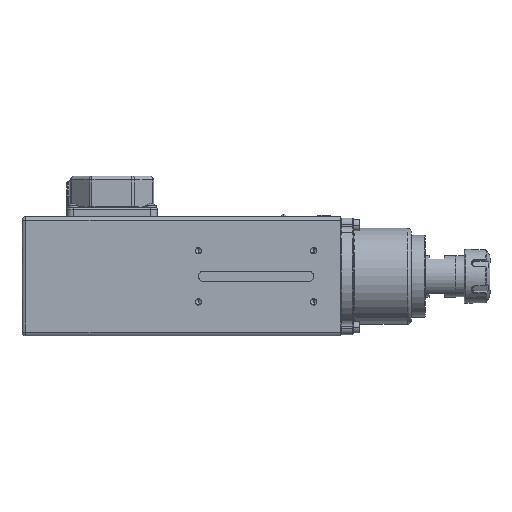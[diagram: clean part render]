
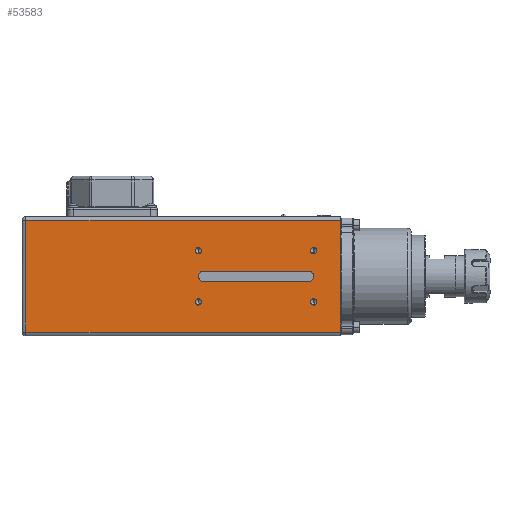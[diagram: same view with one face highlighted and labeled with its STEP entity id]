
A CAD part, left-side view. The second image highlights one B-rep face of the part: STEP entity #53583.
In plain terms, the highlighted planar face has unit normal (-1, 0, 0).
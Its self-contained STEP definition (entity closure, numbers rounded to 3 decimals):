
#221=CARTESIAN_POINT('',(-41.5,245.7,-43.5));
#222=VERTEX_POINT('',#221);
#230=CARTESIAN_POINT('',(-41.5,245.7,43.5));
#231=VERTEX_POINT('',#230);
#232=CARTESIAN_POINT('',(-41.5,245.7,12298.5));
#233=DIRECTION('',(0.,0.,-1.));
#234=VECTOR('',#233,24690.);
#235=LINE('',#232,#234);
#236=EDGE_CURVE('',#231,#222,#235,.T.);
#52932=CARTESIAN_POINT('',(-41.5,111.,17.542));
#52933=VERTEX_POINT('',#52932);
#52942=CARTESIAN_POINT('',(-41.5,111.,22.459));
#52943=VERTEX_POINT('',#52942);
#52944=CARTESIAN_POINT('',(-41.5,111.,20.));
#52945=DIRECTION('',(1.,-0.,-0.));
#52946=DIRECTION('',(0.,0.,1.));
#52947=AXIS2_PLACEMENT_3D('',#52944,#52945,#52946);
#52948=CIRCLE('',#52947,2.459);
#52949=EDGE_CURVE('',#52943,#52933,#52948,.T.);
#52975=CARTESIAN_POINT('',(-41.5,111.,-22.459));
#52976=VERTEX_POINT('',#52975);
#52985=CARTESIAN_POINT('',(-41.5,111.,-17.542));
#52986=VERTEX_POINT('',#52985);
#52987=CARTESIAN_POINT('',(-41.5,111.,-20.));
#52988=DIRECTION('',(1.,-0.,-0.));
#52989=DIRECTION('',(0.,0.,1.));
#52990=AXIS2_PLACEMENT_3D('',#52987,#52988,#52989);
#52991=CIRCLE('',#52990,2.459);
#52992=EDGE_CURVE('',#52986,#52976,#52991,.T.);
#53018=CARTESIAN_POINT('',(-41.5,21.,-22.459));
#53019=VERTEX_POINT('',#53018);
#53028=CARTESIAN_POINT('',(-41.5,21.,-17.542));
#53029=VERTEX_POINT('',#53028);
#53030=CARTESIAN_POINT('',(-41.5,21.,-20.));
#53031=DIRECTION('',(1.,-0.,-0.));
#53032=DIRECTION('',(0.,0.,1.));
#53033=AXIS2_PLACEMENT_3D('',#53030,#53031,#53032);
#53034=CIRCLE('',#53033,2.459);
#53035=EDGE_CURVE('',#53029,#53019,#53034,.T.);
#53061=CARTESIAN_POINT('',(-41.5,21.,17.542));
#53062=VERTEX_POINT('',#53061);
#53071=CARTESIAN_POINT('',(-41.5,21.,22.459));
#53072=VERTEX_POINT('',#53071);
#53073=CARTESIAN_POINT('',(-41.5,21.,20.));
#53074=DIRECTION('',(1.,-0.,-0.));
#53075=DIRECTION('',(0.,0.,1.));
#53076=AXIS2_PLACEMENT_3D('',#53073,#53074,#53075);
#53077=CIRCLE('',#53076,2.459);
#53078=EDGE_CURVE('',#53072,#53062,#53077,.T.);
#53477=CARTESIAN_POINT('',(-41.5,245.,-46.5));
#53478=DIRECTION('',(1.,0.,0.));
#53479=DIRECTION('',(0.,0.,-1.));
#53480=AXIS2_PLACEMENT_3D('',#53477,#53478,#53479);
#53481=PLANE('',#53480);
#53482=CARTESIAN_POINT('',(-41.5,107.,4.));
#53483=VERTEX_POINT('',#53482);
#53484=CARTESIAN_POINT('',(-41.5,107.,-4.));
#53485=VERTEX_POINT('',#53484);
#53486=CARTESIAN_POINT('',(-41.5,107.,0.));
#53487=DIRECTION('',(-1.,-0.,0.));
#53488=DIRECTION('',(0.,0.,1.));
#53489=AXIS2_PLACEMENT_3D('',#53486,#53487,#53488);
#53490=CIRCLE('',#53489,4.);
#53491=EDGE_CURVE('',#53483,#53485,#53490,.T.);
#53492=ORIENTED_EDGE('',*,*,#53491,.F.);
#53493=CARTESIAN_POINT('',(-41.5,25.,4.));
#53494=VERTEX_POINT('',#53493);
#53495=CARTESIAN_POINT('',(-41.5,-12210.,4.));
#53496=DIRECTION('',(-0.,1.,-0.));
#53497=VECTOR('',#53496,24690.);
#53498=LINE('',#53495,#53497);
#53499=EDGE_CURVE('',#53494,#53483,#53498,.T.);
#53500=ORIENTED_EDGE('',*,*,#53499,.F.);
#53501=CARTESIAN_POINT('',(-41.5,25.,-4.));
#53502=VERTEX_POINT('',#53501);
#53503=CARTESIAN_POINT('',(-41.5,25.,0.));
#53504=DIRECTION('',(-1.,-0.,0.));
#53505=DIRECTION('',(0.,0.,1.));
#53506=AXIS2_PLACEMENT_3D('',#53503,#53504,#53505);
#53507=CIRCLE('',#53506,4.);
#53508=EDGE_CURVE('',#53502,#53494,#53507,.T.);
#53509=ORIENTED_EDGE('',*,*,#53508,.F.);
#53510=CARTESIAN_POINT('',(-41.5,12521.,-4.));
#53511=DIRECTION('',(0.,-1.,-0.));
#53512=VECTOR('',#53511,24690.);
#53513=LINE('',#53510,#53512);
#53514=EDGE_CURVE('',#53485,#53502,#53513,.T.);
#53515=ORIENTED_EDGE('',*,*,#53514,.F.);
#53516=EDGE_LOOP('',(#53492,#53500,#53509,#53515));
#53517=FACE_BOUND('',#53516,.T.);
#53518=ORIENTED_EDGE('',*,*,#53078,.T.);
#53519=CARTESIAN_POINT('',(-41.5,21.,20.));
#53520=DIRECTION('',(1.,-0.,-0.));
#53521=DIRECTION('',(0.,0.,1.));
#53522=AXIS2_PLACEMENT_3D('',#53519,#53520,#53521);
#53523=CIRCLE('',#53522,2.459);
#53524=EDGE_CURVE('',#53062,#53072,#53523,.T.);
#53525=ORIENTED_EDGE('',*,*,#53524,.T.);
#53526=EDGE_LOOP('',(#53518,#53525));
#53527=FACE_BOUND('',#53526,.T.);
#53528=ORIENTED_EDGE('',*,*,#53035,.T.);
#53529=CARTESIAN_POINT('',(-41.5,21.,-20.));
#53530=DIRECTION('',(1.,-0.,-0.));
#53531=DIRECTION('',(0.,0.,1.));
#53532=AXIS2_PLACEMENT_3D('',#53529,#53530,#53531);
#53533=CIRCLE('',#53532,2.459);
#53534=EDGE_CURVE('',#53019,#53029,#53533,.T.);
#53535=ORIENTED_EDGE('',*,*,#53534,.T.);
#53536=EDGE_LOOP('',(#53528,#53535));
#53537=FACE_BOUND('',#53536,.T.);
#53538=ORIENTED_EDGE('',*,*,#52992,.T.);
#53539=CARTESIAN_POINT('',(-41.5,111.,-20.));
#53540=DIRECTION('',(1.,-0.,-0.));
#53541=DIRECTION('',(0.,0.,1.));
#53542=AXIS2_PLACEMENT_3D('',#53539,#53540,#53541);
#53543=CIRCLE('',#53542,2.459);
#53544=EDGE_CURVE('',#52976,#52986,#53543,.T.);
#53545=ORIENTED_EDGE('',*,*,#53544,.T.);
#53546=EDGE_LOOP('',(#53538,#53545));
#53547=FACE_BOUND('',#53546,.T.);
#53548=ORIENTED_EDGE('',*,*,#52949,.T.);
#53549=CARTESIAN_POINT('',(-41.5,111.,20.));
#53550=DIRECTION('',(1.,-0.,-0.));
#53551=DIRECTION('',(0.,0.,1.));
#53552=AXIS2_PLACEMENT_3D('',#53549,#53550,#53551);
#53553=CIRCLE('',#53552,2.459);
#53554=EDGE_CURVE('',#52933,#52943,#53553,.T.);
#53555=ORIENTED_EDGE('',*,*,#53554,.T.);
#53556=EDGE_LOOP('',(#53548,#53555));
#53557=FACE_BOUND('',#53556,.T.);
#53558=CARTESIAN_POINT('',(-41.5,0.,-43.5));
#53559=VERTEX_POINT('',#53558);
#53560=CARTESIAN_POINT('',(-41.5,0.,43.5));
#53561=VERTEX_POINT('',#53560);
#53562=CARTESIAN_POINT('',(-41.5,0.,-12345.));
#53563=DIRECTION('',(0.,0.,1.));
#53564=VECTOR('',#53563,24690.);
#53565=LINE('',#53562,#53564);
#53566=EDGE_CURVE('',#53559,#53561,#53565,.T.);
#53567=ORIENTED_EDGE('',*,*,#53566,.T.);
#53568=CARTESIAN_POINT('',(-41.5,-12100.,43.5));
#53569=DIRECTION('',(-0.,1.,0.));
#53570=VECTOR('',#53569,24690.);
#53571=LINE('',#53568,#53570);
#53572=EDGE_CURVE('',#53561,#231,#53571,.T.);
#53573=ORIENTED_EDGE('',*,*,#53572,.T.);
#53574=ORIENTED_EDGE('',*,*,#236,.T.);
#53575=CARTESIAN_POINT('',(-41.5,12590.,-43.5));
#53576=DIRECTION('',(0.,-1.,-0.));
#53577=VECTOR('',#53576,24690.);
#53578=LINE('',#53575,#53577);
#53579=EDGE_CURVE('',#222,#53559,#53578,.T.);
#53580=ORIENTED_EDGE('',*,*,#53579,.T.);
#53581=EDGE_LOOP('',(#53567,#53573,#53574,#53580));
#53582=FACE_BOUND('',#53581,.T.);
#53583=ADVANCED_FACE('',(#53517,#53527,#53537,#53547,#53557,#53582),#53481,.F.);
